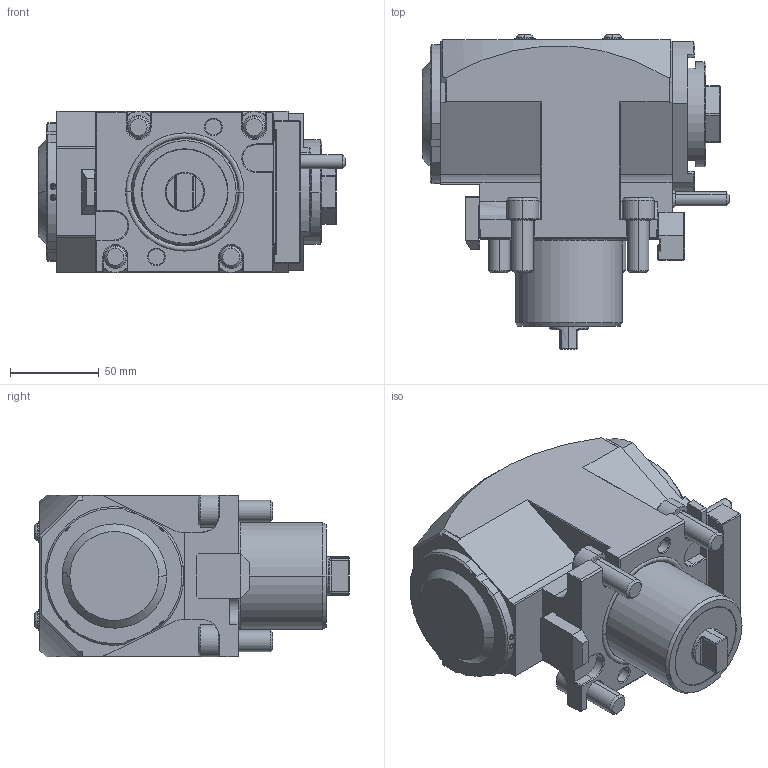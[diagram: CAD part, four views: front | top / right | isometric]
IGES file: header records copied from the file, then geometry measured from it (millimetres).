
Start section:  PTC IGES file: ngt2_60_205_32_1_3_70t_ja.igs
Global section: file name: ngt2_60_205_32_1_3_70t_ja.igs; native system: Pro/ENGINEER by Parametric Technology Corporation; preprocessor: 2010280; author: vali; organization: Unknown; date: 20250716.122149; units: millimetre
Bounding box: 172.64 x 176.75 x 91 mm (x, y, z)
Volume: 751451.6 mm3; surface area: 107634.9 mm2
Topology: 1 solids, 5 shells, 781 faces, 1896 edges, 1132 vertices
Faces by surface type: bspline 463, revolution 318
